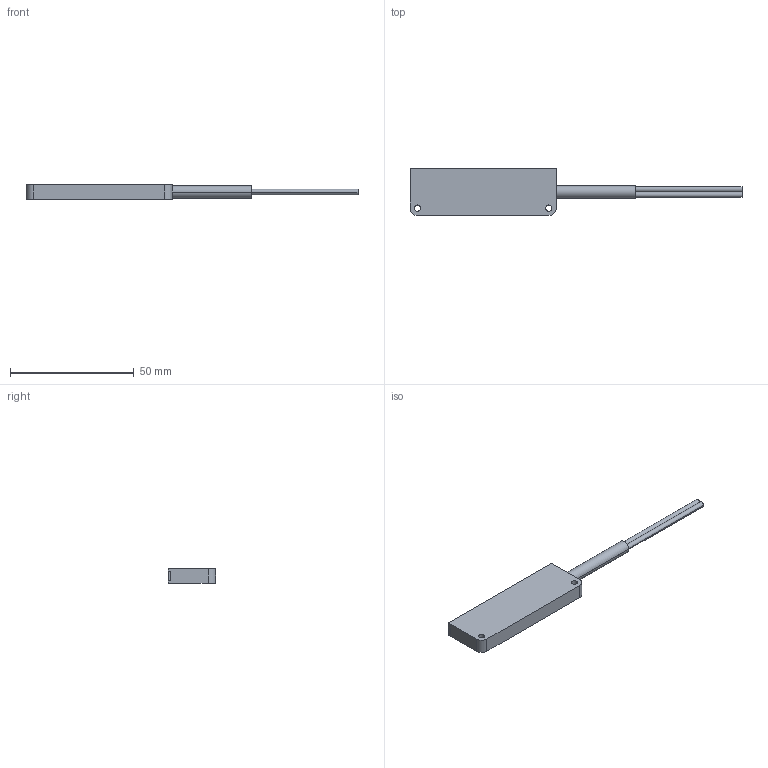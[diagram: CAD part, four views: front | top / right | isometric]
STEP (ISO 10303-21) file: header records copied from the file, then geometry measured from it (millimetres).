
FILE_DESCRIPTION (( 'STEP AP214' ), '1' );
FILE_NAME ('FOACAMPD50ML_3D.step', '2023-06-16T21:14:42', ( '' ), ( '' ), 'SwSTEP 2.0', 'SolidWorks 2022', '' );
FILE_SCHEMA (( 'AUTOMOTIVE_DESIGN' ));
Length unit declared in the file: millimetre
Products named in the file (1): FOACAMPD50ML_3D
Bounding box: 134 x 19 x 6 mm (x, y, z)
Volume: 7378.7 mm3; surface area: 5910.5 mm2
Topology: 2 solids, 2 shells, 226 faces, 596 edges, 344 vertices
Faces by surface type: cylinder 142, cone 64, plane 20
Entity records: 6811 total; most frequent: DIRECTION 1274, CARTESIAN_POINT 1103, ORIENTED_EDGE 1064, EDGE_CURVE 532, AXIS2_PLACEMENT_3D 515, VERTEX_POINT 344, EDGE_LOOP 328, CIRCLE 288
